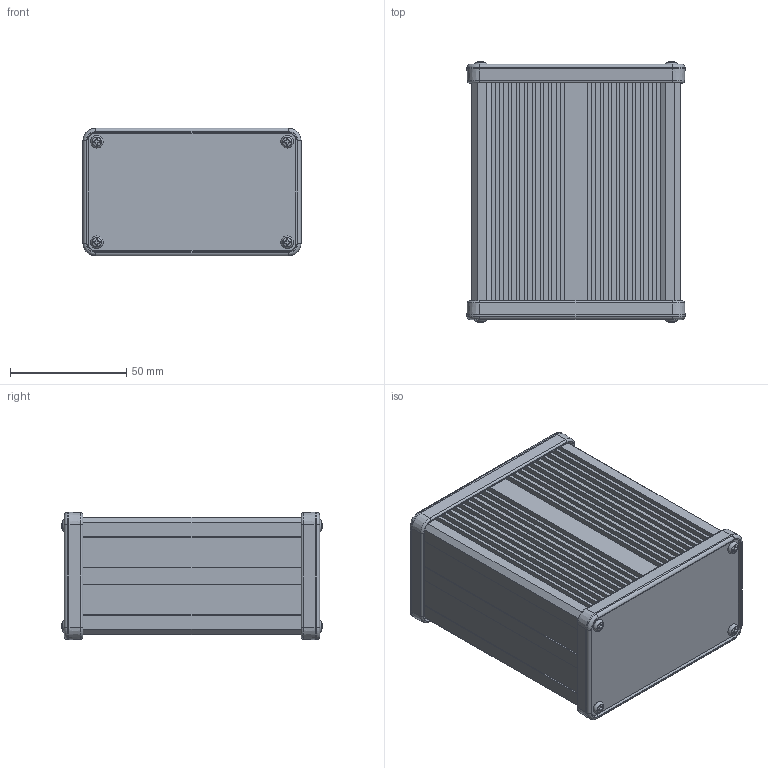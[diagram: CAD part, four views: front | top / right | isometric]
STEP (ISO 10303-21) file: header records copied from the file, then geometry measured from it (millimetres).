
FILE_DESCRIPTION(/* description */ (''),/* implementation_level */ '2;1');
FILE_NAME(/* name */ '531609 (90X51X100).iam.stp',/* time_stamp */ '2014-10-10T10:23:16-04:00',/* author */ ('lwalsh'),/* organization */ (''),/* preprocessor_version */ 'ST-DEVELOPER v15.2',/* originating_system */ 'Autodesk Inventor 2014',/* authorisation */ '');
FILE_SCHEMA (('AUTOMOTIVE_DESIGN { 1 0 10303 214 3 1 1 }'));
Products named in the file (5): 131609 (90X51X100); Bezel 90mm; 131623 Endplate 90mm; #12088; 531609 (90X51X100)
Bounding box: 94 x 112.24 x 55 mm (x, y, z)
Volume: 107752.9 mm3; surface area: 125145.4 mm2
Topology: 13 solids, 13 shells, 658 faces, 1772 edges, 1160 vertices
Faces by surface type: plane 470, cone 80, cylinder 68, torus 32, sphere 8
Full cylindrical faces by diameter (mm): 2.845 x8, 3.5 x8, 4 x8
Entity records: 12093 total; most frequent: CARTESIAN_POINT 2155, ORIENTED_EDGE 2082, DIRECTION 1956, EDGE_CURVE 1041, LINE 880, VECTOR 880, VERTEX_POINT 689, AXIS2_PLACEMENT_3D 538
